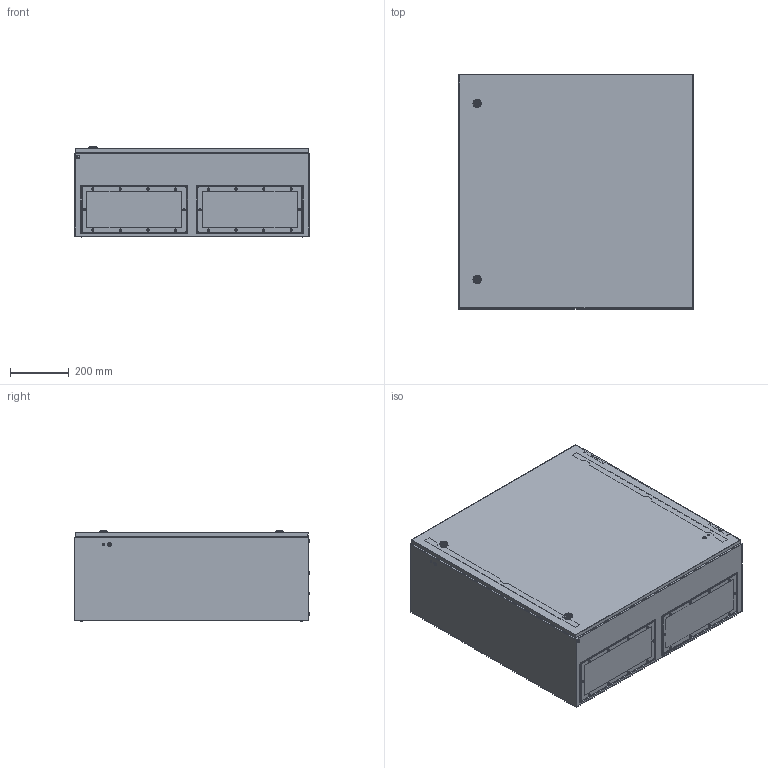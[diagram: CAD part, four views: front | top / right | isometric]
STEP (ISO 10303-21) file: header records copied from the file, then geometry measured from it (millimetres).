
FILE_DESCRIPTION (( 'STEP AP214' ), '1' );
FILE_NAME ('3331-8080-30-07.step', '2023-12-20T13:14:36', ( '' ), ( '' ), 'SwSTEP 2.0', 'SolidWorks 2019', '' );
FILE_SCHEMA (( 'AUTOMOTIVE_DESIGN' ));
Length unit declared in the file: millimetre
Products named in the file (5): Montageplattenbeipack_wg_8080; Kabeleinfuehrungsplatte_wg_3080-7035-12-27; Korpus_wg_8080-30; Tuer_wg_3331-8080-00-97; 3331-8080-30-07
Assembly tree (5 placements, depth 2):
  3331-8080-30-07
    Korpus_wg_8080-30
    Tuer_wg_3331-8080-00-97
    Kabeleinfuehrungsplatte_wg_3080-7035-12-27  x2
    Montageplattenbeipack_wg_8080
Bounding box: 800 x 803.1 x 307 mm (x, y, z)
Volume: 3760334.8 mm3; surface area: 4912594.2 mm2
Topology: 45 solids, 45 shells, 2095 faces, 5252 edges, 3371 vertices
Faces by surface type: plane 1209, cylinder 620, cone 188, torus 44, sphere 18, bspline 16
Entity records: 67660 total; most frequent: CARTESIAN_POINT 17340, DIRECTION 8754, ORIENTED_EDGE 8528, EDGE_CURVE 4264, AXIS2_PLACEMENT_3D 3149, VERTEX_POINT 2755, LINE 2456, VECTOR 2456
